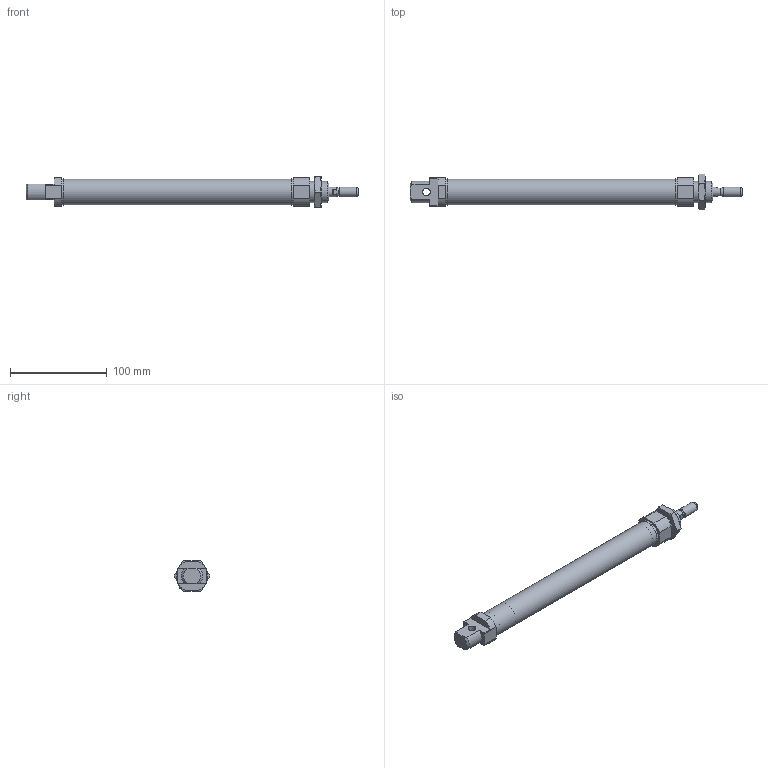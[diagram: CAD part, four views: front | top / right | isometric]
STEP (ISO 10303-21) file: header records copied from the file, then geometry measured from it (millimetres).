
FILE_DESCRIPTION( ( 'STEP AP214' ), ' ' );
FILE_NAME( '1130250200CP_200-0-0-0-0-0-.stp', '2018-01-28T13:58:12', ( '' ), ( '' ), ' ', 'PARTsolutions', ' ' );
FILE_SCHEMA( ( 'AUTOMOTIVE_DESIGN { 1 0 10303 214 1 1 1 1 }' ) );
Length unit declared in the file: millimetre
Products named in the file (6): 1130250200CP/200-0-0-0-0-0-; _ISO_6432_DI25-113-200-HL; _ISO_6432_DI25-113-200-BRN/A; _ISO_6432_DI25-113-200-HR; _ISO_6432_DI25-113200-R; _0950200010-25
Assembly tree (5 placements, depth 2):
  1130250200CP/200-0-0-0-0-0-
    _ISO_6432_DI25-113-200-HL
    _ISO_6432_DI25-113-200-BRN/A
    _ISO_6432_DI25-113-200-HR
    _ISO_6432_DI25-113200-R
    _0950200010-25
Bounding box: 343 x 36.95 x 32 mm (x, y, z)
Volume: 92184.1 mm3; surface area: 64347.5 mm2
Topology: 5 solids, 5 shells, 117 faces, 256 edges, 164 vertices
Faces by surface type: plane 65, cylinder 30, cone 22
Full cylindrical faces by diameter (mm): 4 x2, 4.5 x2, 8 x1, 8.4 x1, 8.566 x2, 10 x3, 20.376 x1, 22 x1, 25 x4, 26.52 x1, 27 x2
Entity records: 4294 total; most frequent: CARTESIAN_POINT 769, DIRECTION 532, ORIENTED_EDGE 452, EDGE_CURVE 226, AXIS2_PLACEMENT_3D 213, EDGE_LOOP 168, VERTEX_POINT 162, FACE_OUTER_BOUND 137
